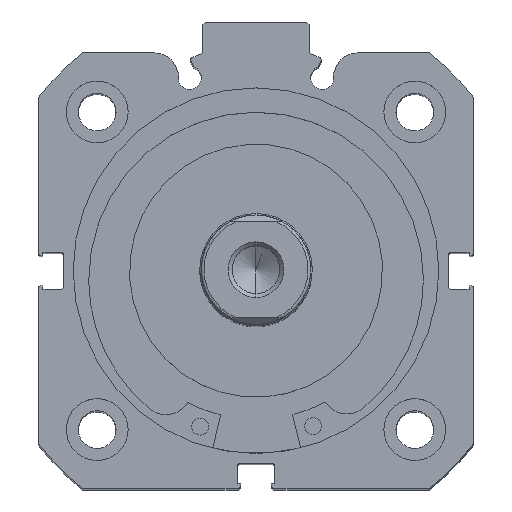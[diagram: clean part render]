
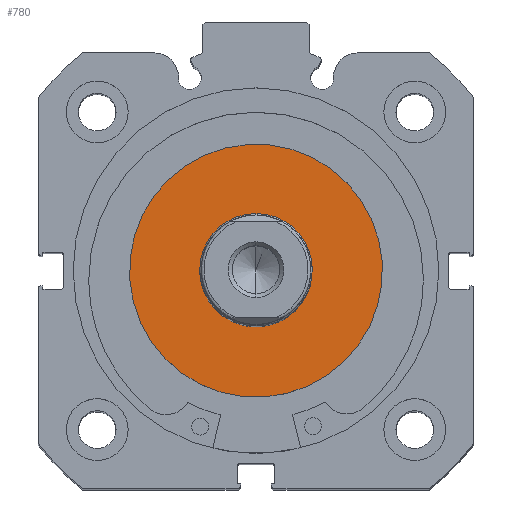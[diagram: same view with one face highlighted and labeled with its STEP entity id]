
A CAD part, top view. The second image highlights one B-rep face of the part: STEP entity #780.
In plain terms, the highlighted face is planar.
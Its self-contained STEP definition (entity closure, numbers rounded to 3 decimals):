
#780 = ADVANCED_FACE ( 'NONE', ( #1688, #1699 ), #3515, .F. ) ;
#979 = EDGE_LOOP ( 'NONE', ( #6953, #6980 ) ) ;
#1065 = EDGE_LOOP ( 'NONE', ( #6978, #6977 ) ) ;
#1688 = FACE_BOUND ( 'NONE', #979, .T. ) ;
#1699 = FACE_OUTER_BOUND ( 'NONE', #1065, .T. ) ;
#2203 = EDGE_CURVE ( 'NONE', #6402, #6684, #4994, .T. ) ;
#2211 = EDGE_CURVE ( 'NONE', #6354, #6340, #5006, .T. ) ;
#2217 = EDGE_CURVE ( 'NONE', #6340, #6354, #5014, .T. ) ;
#2253 = EDGE_CURVE ( 'NONE', #6684, #6402, #5072, .T. ) ;
#2532 = AXIS2_PLACEMENT_3D ( 'NONE', #3513, #3517, #3519 ) ;
#2738 = AXIS2_PLACEMENT_3D ( 'NONE', #5426, #5427, #5428 ) ;
#2754 = AXIS2_PLACEMENT_3D ( 'NONE', #5446, #5448, #5449 ) ;
#2758 = AXIS2_PLACEMENT_3D ( 'NONE', #5462, #5464, #5465 ) ;
#2770 = AXIS2_PLACEMENT_3D ( 'NONE', #5534, #5551, #5552 ) ;
#3513 = CARTESIAN_POINT ( 'NONE',  ( 0., 22.5, 0. ) ) ;
#3515 = PLANE ( 'NONE',  #2532 ) ;
#3517 = DIRECTION ( 'NONE',  ( 1., 0., 0. ) ) ;
#3519 = DIRECTION ( 'NONE',  ( 0., 0., -1. ) ) ;
#4994 = CIRCLE ( 'NONE', #2738, 10. ) ;
#5006 = CIRCLE ( 'NONE', #2754, 22.5 ) ;
#5014 = CIRCLE ( 'NONE', #2758, 22.5 ) ;
#5072 = CIRCLE ( 'NONE', #2770, 10. ) ;
#5426 = CARTESIAN_POINT ( 'NONE',  ( 0., 0., 0. ) ) ;
#5427 = DIRECTION ( 'NONE',  ( -1., 0., 0. ) ) ;
#5428 = DIRECTION ( 'NONE',  ( 0., 0., 1. ) ) ;
#5446 = CARTESIAN_POINT ( 'NONE',  ( 0., 0., 0. ) ) ;
#5448 = DIRECTION ( 'NONE',  ( -1., 0., 0. ) ) ;
#5449 = DIRECTION ( 'NONE',  ( 0., 0., 1. ) ) ;
#5462 = CARTESIAN_POINT ( 'NONE',  ( 0., 0., 0. ) ) ;
#5464 = DIRECTION ( 'NONE',  ( -1., 0., 0. ) ) ;
#5465 = DIRECTION ( 'NONE',  ( 0., 0., 1. ) ) ;
#5534 = CARTESIAN_POINT ( 'NONE',  ( 0., 0., 0. ) ) ;
#5551 = DIRECTION ( 'NONE',  ( -1., 0., 0. ) ) ;
#5552 = DIRECTION ( 'NONE',  ( 0., 0., 1. ) ) ;
#5756 = CARTESIAN_POINT ( 'NONE',  ( 0., 0., 22.5 ) ) ;
#5764 = CARTESIAN_POINT ( 'NONE',  ( 0., 0., -22.5 ) ) ;
#5802 = CARTESIAN_POINT ( 'NONE',  ( 0., 0., 10. ) ) ;
#6006 = CARTESIAN_POINT ( 'NONE',  ( 0., 0., -10. ) ) ;
#6340 = VERTEX_POINT ( 'NONE', #5756 ) ;
#6354 = VERTEX_POINT ( 'NONE', #5764 ) ;
#6402 = VERTEX_POINT ( 'NONE', #5802 ) ;
#6684 = VERTEX_POINT ( 'NONE', #6006 ) ;
#6953 = ORIENTED_EDGE ( 'NONE', *, *, #2203, .F. ) ;
#6977 = ORIENTED_EDGE ( 'NONE', *, *, #2211, .T. ) ;
#6978 = ORIENTED_EDGE ( 'NONE', *, *, #2217, .T. ) ;
#6980 = ORIENTED_EDGE ( 'NONE', *, *, #2253, .F. ) ;
